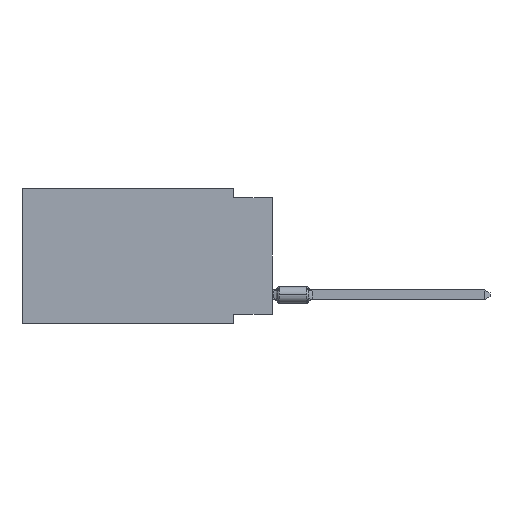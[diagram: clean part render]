
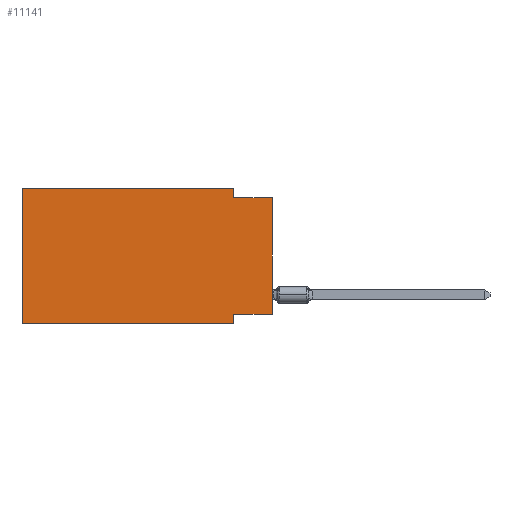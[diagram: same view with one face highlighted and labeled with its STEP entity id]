
A CAD part, left-side view. The second image highlights one B-rep face of the part: STEP entity #11141.
In plain terms, the highlighted planar face has unit normal (-1, 0, 0).
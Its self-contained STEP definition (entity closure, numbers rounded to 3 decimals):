
#160 = VERTEX_POINT ( 'NONE', #18789 ) ;
#193 = EDGE_CURVE ( 'NONE', #16533, #634, #9485, .T. ) ;
#545 = VECTOR ( 'NONE', #14082, 1000. ) ;
#634 = VERTEX_POINT ( 'NONE', #4100 ) ;
#771 = DIRECTION ( 'NONE',  ( 0., 0., -1. ) ) ;
#1309 = VECTOR ( 'NONE', #9275, 1000. ) ;
#1531 = CARTESIAN_POINT ( 'NONE',  ( 0., 2.54, -8.89 ) ) ;
#1750 = ORIENTED_EDGE ( 'NONE', *, *, #4920, .F. ) ;
#1806 = EDGE_CURVE ( 'NONE', #634, #160, #20484, .T. ) ;
#2081 = LINE ( 'NONE', #18562, #9431 ) ;
#3218 = EDGE_CURVE ( 'NONE', #13786, #21100, #12515, .T. ) ;
#3517 = EDGE_CURVE ( 'NONE', #19968, #21100, #20272, .T. ) ;
#3580 = DIRECTION ( 'NONE',  ( 0., 1., 0. ) ) ;
#4100 = CARTESIAN_POINT ( 'NONE',  ( 0., 2.54, 0. ) ) ;
#4920 = EDGE_CURVE ( 'NONE', #160, #16846, #14312, .T. ) ;
#5149 = DIRECTION ( 'NONE',  ( 0., 0., -1. ) ) ;
#5153 = AXIS2_PLACEMENT_3D ( 'NONE', #19823, #5253, #5149 ) ;
#5253 = DIRECTION ( 'NONE',  ( 1., 0., 0. ) ) ;
#7562 = CARTESIAN_POINT ( 'NONE',  ( 0., 16.383, 0. ) ) ;
#7570 = DIRECTION ( 'NONE',  ( 0., -1., 0. ) ) ;
#9275 = DIRECTION ( 'NONE',  ( 0., -1., 0. ) ) ;
#9351 = CARTESIAN_POINT ( 'NONE',  ( 0., 2.54, 0. ) ) ;
#9431 = VECTOR ( 'NONE', #3580, 1000. ) ;
#9485 = LINE ( 'NONE', #7562, #1309 ) ;
#10172 = ORIENTED_EDGE ( 'NONE', *, *, #193, .F. ) ;
#10231 = ORIENTED_EDGE ( 'NONE', *, *, #1806, .F. ) ;
#10726 = EDGE_LOOP ( 'NONE', ( #20458, #1750, #10231, #10172, #14434, #15934, #17907, #20364 ) ) ;
#11002 = DIRECTION ( 'NONE',  ( 0., 0., 1. ) ) ;
#11141 = ADVANCED_FACE ( 'NONE', ( #14915 ), #15022, .F. ) ;
#11277 = VECTOR ( 'NONE', #20819, 1000. ) ;
#12322 = EDGE_CURVE ( 'NONE', #16667, #16846, #19174, .T. ) ;
#12445 = CARTESIAN_POINT ( 'NONE',  ( 0., 0., -8.255 ) ) ;
#12515 = LINE ( 'NONE', #19011, #15325 ) ;
#13328 = CARTESIAN_POINT ( 'NONE',  ( 0., 16.383, 0. ) ) ;
#13786 = VERTEX_POINT ( 'NONE', #16930 ) ;
#13845 = CARTESIAN_POINT ( 'NONE',  ( 0., 0., 0. ) ) ;
#14082 = DIRECTION ( 'NONE',  ( 0., 0., -1. ) ) ;
#14122 = CARTESIAN_POINT ( 'NONE',  ( 0., 16.383, 0. ) ) ;
#14312 = LINE ( 'NONE', #20708, #11277 ) ;
#14434 = ORIENTED_EDGE ( 'NONE', *, *, #17022, .F. ) ;
#14610 = VECTOR ( 'NONE', #17045, 1000. ) ;
#14915 = FACE_OUTER_BOUND ( 'NONE', #10726, .T. ) ;
#15022 = PLANE ( 'NONE',  #5153 ) ;
#15092 = CARTESIAN_POINT ( 'NONE',  ( 0., 0., -0.635 ) ) ;
#15325 = VECTOR ( 'NONE', #7570, 1000. ) ;
#15722 = LINE ( 'NONE', #14122, #19352 ) ;
#15934 = ORIENTED_EDGE ( 'NONE', *, *, #3218, .T. ) ;
#15995 = VECTOR ( 'NONE', #771, 1000. ) ;
#16132 = EDGE_CURVE ( 'NONE', #16667, #19968, #2081, .T. ) ;
#16533 = VERTEX_POINT ( 'NONE', #13328 ) ;
#16667 = VERTEX_POINT ( 'NONE', #12445 ) ;
#16846 = VERTEX_POINT ( 'NONE', #15092 ) ;
#16858 = CARTESIAN_POINT ( 'NONE',  ( 0., 2.54, -8.89 ) ) ;
#16930 = CARTESIAN_POINT ( 'NONE',  ( 0., 16.383, -8.89 ) ) ;
#17022 = EDGE_CURVE ( 'NONE', #13786, #16533, #15722, .T. ) ;
#17045 = DIRECTION ( 'NONE',  ( 0., 0., 1. ) ) ;
#17713 = CARTESIAN_POINT ( 'NONE',  ( 0., 2.54, -8.255 ) ) ;
#17907 = ORIENTED_EDGE ( 'NONE', *, *, #3517, .F. ) ;
#18562 = CARTESIAN_POINT ( 'NONE',  ( 0., 0., -8.255 ) ) ;
#18789 = CARTESIAN_POINT ( 'NONE',  ( 0., 2.54, -0.635 ) ) ;
#19011 = CARTESIAN_POINT ( 'NONE',  ( 0., 16.383, -8.89 ) ) ;
#19174 = LINE ( 'NONE', #13845, #14610 ) ;
#19352 = VECTOR ( 'NONE', #11002, 1000. ) ;
#19823 = CARTESIAN_POINT ( 'NONE',  ( 0., 16.383, 0. ) ) ;
#19968 = VERTEX_POINT ( 'NONE', #17713 ) ;
#20272 = LINE ( 'NONE', #16858, #15995 ) ;
#20364 = ORIENTED_EDGE ( 'NONE', *, *, #16132, .F. ) ;
#20458 = ORIENTED_EDGE ( 'NONE', *, *, #12322, .T. ) ;
#20484 = LINE ( 'NONE', #9351, #545 ) ;
#20708 = CARTESIAN_POINT ( 'NONE',  ( 0., 0., -0.635 ) ) ;
#20819 = DIRECTION ( 'NONE',  ( 0., -1., 0. ) ) ;
#21100 = VERTEX_POINT ( 'NONE', #1531 ) ;
